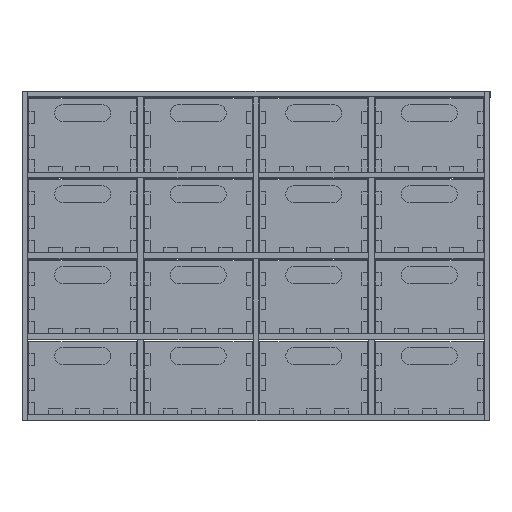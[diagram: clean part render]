
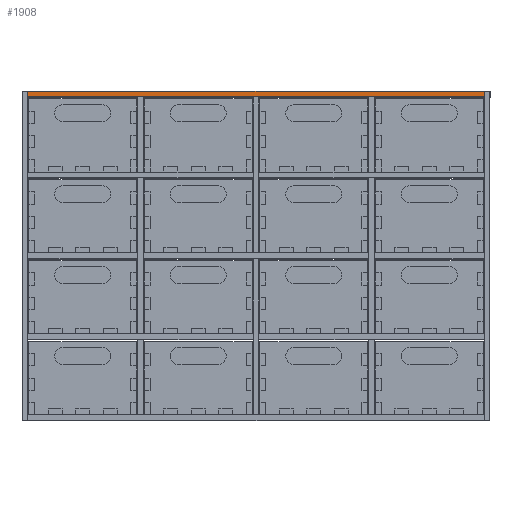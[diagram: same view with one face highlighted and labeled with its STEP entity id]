
A CAD part, top view. The second image highlights one B-rep face of the part: STEP entity #1908.
In plain terms, the highlighted planar face has unit normal (0, 0, 1).
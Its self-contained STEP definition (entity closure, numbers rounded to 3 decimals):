
#761 = VECTOR ( 'NONE', #3311, 1000. ) ;
#1462 = VECTOR ( 'NONE', #5193, 1000. ) ;
#1651 = ORIENTED_EDGE ( 'NONE', *, *, #7106, .T. ) ;
#1690 = EDGE_CURVE ( 'NONE', #6077, #13624, #12678, .T. ) ;
#1908 = ADVANCED_FACE ( 'NONE', ( #3537 ), #11200, .F. ) ;
#2205 = DIRECTION ( 'NONE',  ( 1., 0., 0. ) ) ;
#2840 = ORIENTED_EDGE ( 'NONE', *, *, #6913, .T. ) ;
#3037 = CARTESIAN_POINT ( 'NONE',  ( 118.5, 1.5, 46. ) ) ;
#3189 = VECTOR ( 'NONE', #10768, 1000. ) ;
#3311 = DIRECTION ( 'NONE',  ( 0., -1., 0. ) ) ;
#3497 = VERTEX_POINT ( 'NONE', #12783 ) ;
#3537 = FACE_OUTER_BOUND ( 'NONE', #11980, .T. ) ;
#5193 = DIRECTION ( 'NONE',  ( 1., 0., 0. ) ) ;
#5601 = CARTESIAN_POINT ( 'NONE',  ( -118.5, 1.5, 46. ) ) ;
#5788 = EDGE_CURVE ( 'NONE', #12632, #6077, #12206, .T. ) ;
#6077 = VERTEX_POINT ( 'NONE', #13047 ) ;
#6117 = CARTESIAN_POINT ( 'NONE',  ( 118.5, -1.5, 46. ) ) ;
#6327 = ORIENTED_EDGE ( 'NONE', *, *, #5788, .F. ) ;
#6782 = DIRECTION ( 'NONE',  ( -1., 0., 0. ) ) ;
#6913 = EDGE_CURVE ( 'NONE', #12632, #3497, #12356, .T. ) ;
#7106 = EDGE_CURVE ( 'NONE', #3497, #13624, #14036, .T. ) ;
#8460 = CARTESIAN_POINT ( 'NONE',  ( -118.5, -1.5, 46. ) ) ;
#8782 = CARTESIAN_POINT ( 'NONE',  ( -118.5, 1.5, 46. ) ) ;
#10768 = DIRECTION ( 'NONE',  ( 0., -1., 0. ) ) ;
#11055 = DIRECTION ( 'NONE',  ( 0., 0., -1. ) ) ;
#11200 = PLANE ( 'NONE',  #13911 ) ;
#11980 = EDGE_LOOP ( 'NONE', ( #1651, #14137, #6327, #2840 ) ) ;
#12206 = LINE ( 'NONE', #8782, #12732 ) ;
#12356 = LINE ( 'NONE', #13101, #761 ) ;
#12632 = VERTEX_POINT ( 'NONE', #5601 ) ;
#12678 = LINE ( 'NONE', #3037, #3189 ) ;
#12732 = VECTOR ( 'NONE', #2205, 1000. ) ;
#12783 = CARTESIAN_POINT ( 'NONE',  ( -118.5, -1.5, 46. ) ) ;
#13047 = CARTESIAN_POINT ( 'NONE',  ( 118.5, 1.5, 46. ) ) ;
#13101 = CARTESIAN_POINT ( 'NONE',  ( -118.5, 1.5, 46. ) ) ;
#13372 = CARTESIAN_POINT ( 'NONE',  ( -118.5, 1.5, 46. ) ) ;
#13624 = VERTEX_POINT ( 'NONE', #6117 ) ;
#13911 = AXIS2_PLACEMENT_3D ( 'NONE', #13372, #11055, #6782 ) ;
#14036 = LINE ( 'NONE', #8460, #1462 ) ;
#14137 = ORIENTED_EDGE ( 'NONE', *, *, #1690, .F. ) ;
